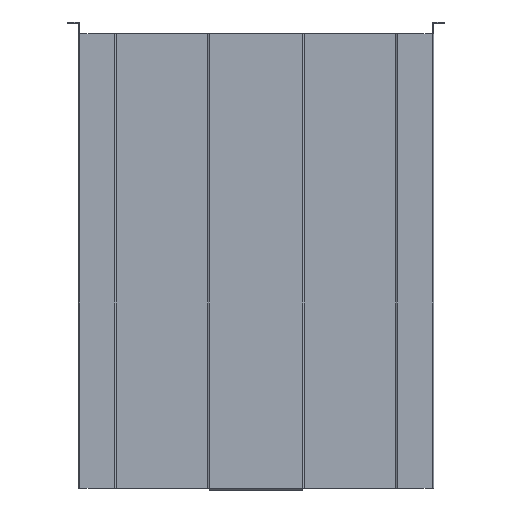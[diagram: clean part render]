
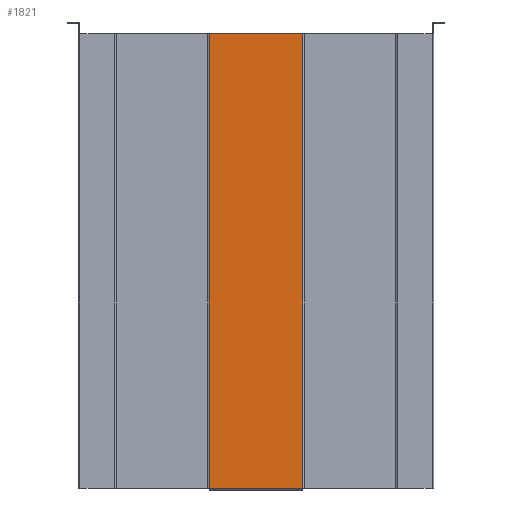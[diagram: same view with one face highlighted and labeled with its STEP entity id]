
A CAD part, front view. The second image highlights one B-rep face of the part: STEP entity #1821.
In plain terms, the highlighted planar face has unit normal (0, -1, 0).
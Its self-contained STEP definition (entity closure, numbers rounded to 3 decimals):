
#86 = LINE ( 'NONE', #2638, #7778 ) ;
#232 = CARTESIAN_POINT ( 'NONE',  ( -60., -1.6, 290. ) ) ;
#718 = EDGE_CURVE ( 'NONE', #937, #4761, #4390, .T. ) ;
#788 = CARTESIAN_POINT ( 'NONE',  ( -59.8, -1.6, 290. ) ) ;
#852 = VECTOR ( 'NONE', #5644, 1000. ) ;
#937 = VERTEX_POINT ( 'NONE', #788 ) ;
#1049 = LINE ( 'NONE', #6830, #852 ) ;
#1672 = LINE ( 'NONE', #6205, #3845 ) ;
#1821 = ADVANCED_FACE ( 'NONE', ( #3518 ), #3861, .T. ) ;
#1879 = VERTEX_POINT ( 'NONE', #7115 ) ;
#2060 = VERTEX_POINT ( 'NONE', #3550 ) ;
#2120 = EDGE_CURVE ( 'NONE', #7734, #1879, #1049, .T. ) ;
#2154 = EDGE_CURVE ( 'NONE', #2060, #4761, #86, .T. ) ;
#2340 = CARTESIAN_POINT ( 'NONE',  ( 59.8, -1.6, -290.4 ) ) ;
#2522 = VECTOR ( 'NONE', #7338, 1000. ) ;
#2638 = CARTESIAN_POINT ( 'NONE',  ( -59.8, -1.6, -290.4 ) ) ;
#2923 = ORIENTED_EDGE ( 'NONE', *, *, #718, .T. ) ;
#2950 = DIRECTION ( 'NONE',  ( 0., 0., -1. ) ) ;
#3380 = CARTESIAN_POINT ( 'NONE',  ( -59.8, -1.6, -290. ) ) ;
#3518 = FACE_OUTER_BOUND ( 'NONE', #3856, .T. ) ;
#3550 = CARTESIAN_POINT ( 'NONE',  ( -59.8, -1.6, -290.4 ) ) ;
#3845 = VECTOR ( 'NONE', #4918, 1000. ) ;
#3856 = EDGE_LOOP ( 'NONE', ( #2923, #7364, #6688, #4356, #4747, #4702 ) ) ;
#3861 = PLANE ( 'NONE',  #3925 ) ;
#3925 = AXIS2_PLACEMENT_3D ( 'NONE', #232, #6354, #6899 ) ;
#4092 = EDGE_CURVE ( 'NONE', #2060, #5656, #4508, .T. ) ;
#4191 = EDGE_CURVE ( 'NONE', #7734, #937, #1672, .T. ) ;
#4356 = ORIENTED_EDGE ( 'NONE', *, *, #7698, .T. ) ;
#4390 = LINE ( 'NONE', #6565, #6670 ) ;
#4508 = LINE ( 'NONE', #6677, #2522 ) ;
#4702 = ORIENTED_EDGE ( 'NONE', *, *, #4191, .T. ) ;
#4747 = ORIENTED_EDGE ( 'NONE', *, *, #2120, .F. ) ;
#4761 = VERTEX_POINT ( 'NONE', #3380 ) ;
#4918 = DIRECTION ( 'NONE',  ( -1., 0., 0. ) ) ;
#5397 = VECTOR ( 'NONE', #7207, 1000. ) ;
#5644 = DIRECTION ( 'NONE',  ( 0., 0., -1. ) ) ;
#5656 = VERTEX_POINT ( 'NONE', #6925 ) ;
#6205 = CARTESIAN_POINT ( 'NONE',  ( -60., -1.6, 290. ) ) ;
#6354 = DIRECTION ( 'NONE',  ( 0., -1., 0. ) ) ;
#6565 = CARTESIAN_POINT ( 'NONE',  ( -59.8, -1.6, 290. ) ) ;
#6573 = CARTESIAN_POINT ( 'NONE',  ( 59.8, -1.6, 290. ) ) ;
#6670 = VECTOR ( 'NONE', #2950, 1000. ) ;
#6677 = CARTESIAN_POINT ( 'NONE',  ( -59.8, -1.6, -290.4 ) ) ;
#6688 = ORIENTED_EDGE ( 'NONE', *, *, #4092, .T. ) ;
#6784 = DIRECTION ( 'NONE',  ( 0., 0., 1. ) ) ;
#6830 = CARTESIAN_POINT ( 'NONE',  ( 59.8, -1.6, 290. ) ) ;
#6899 = DIRECTION ( 'NONE',  ( 1., 0., 0. ) ) ;
#6925 = CARTESIAN_POINT ( 'NONE',  ( 59.8, -1.6, -290.4 ) ) ;
#7115 = CARTESIAN_POINT ( 'NONE',  ( 59.8, -1.6, -290. ) ) ;
#7207 = DIRECTION ( 'NONE',  ( 0., 0., 1. ) ) ;
#7338 = DIRECTION ( 'NONE',  ( 1., 0., 0. ) ) ;
#7364 = ORIENTED_EDGE ( 'NONE', *, *, #2154, .F. ) ;
#7698 = EDGE_CURVE ( 'NONE', #5656, #1879, #7878, .T. ) ;
#7734 = VERTEX_POINT ( 'NONE', #6573 ) ;
#7778 = VECTOR ( 'NONE', #6784, 1000. ) ;
#7878 = LINE ( 'NONE', #2340, #5397 ) ;
